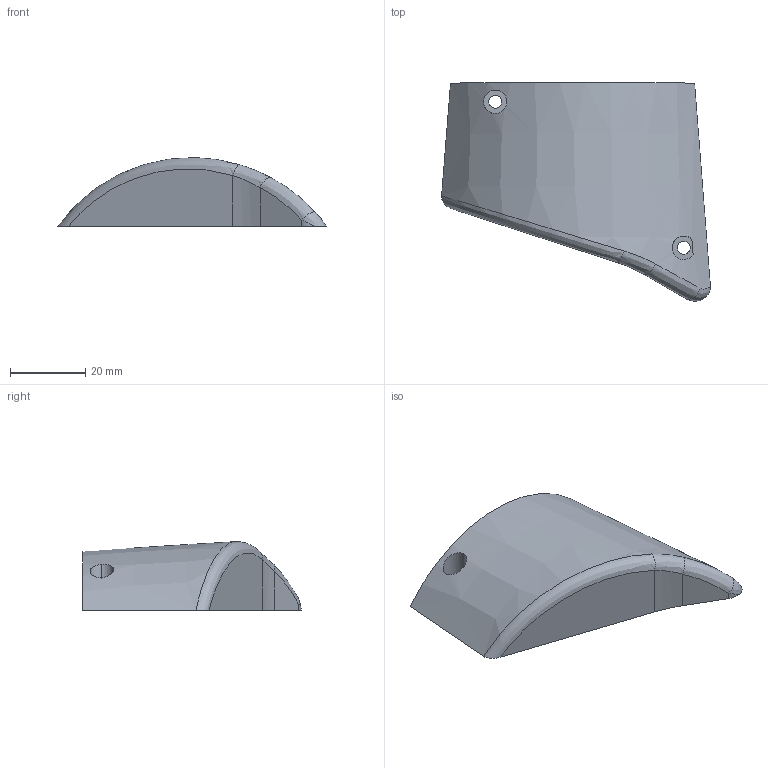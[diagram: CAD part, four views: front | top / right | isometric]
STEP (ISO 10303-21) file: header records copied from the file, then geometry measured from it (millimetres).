
FILE_DESCRIPTION (( 'STEP AP214' ), '1' );
FILE_NAME ('cycloid_housing.STEP', '2025-03-31T14:03:44', ( '' ), ( '' ), 'SwSTEP 2.0', 'SolidWorks 2025', '' );
FILE_SCHEMA (( 'AUTOMOTIVE_DESIGN' ));
Length unit declared in the file: millimetre
Products named in the file (1): cycloid_housing_bot_elbow
Bounding box: 71.26 x 57.81 x 18.26 mm (x, y, z)
Volume: 35429.5 mm3; surface area: 8599.1 mm2
Topology: 1 solids, 1 shells, 32 faces, 76 edges, 48 vertices
Faces by surface type: cylinder 13, plane 12, bspline 4, cone 3
Entity records: 1252 total; most frequent: CARTESIAN_POINT 511, ORIENTED_EDGE 148, DIRECTION 141, EDGE_CURVE 74, AXIS2_PLACEMENT_3D 54, VERTEX_POINT 48, EDGE_LOOP 42, VECTOR 33
